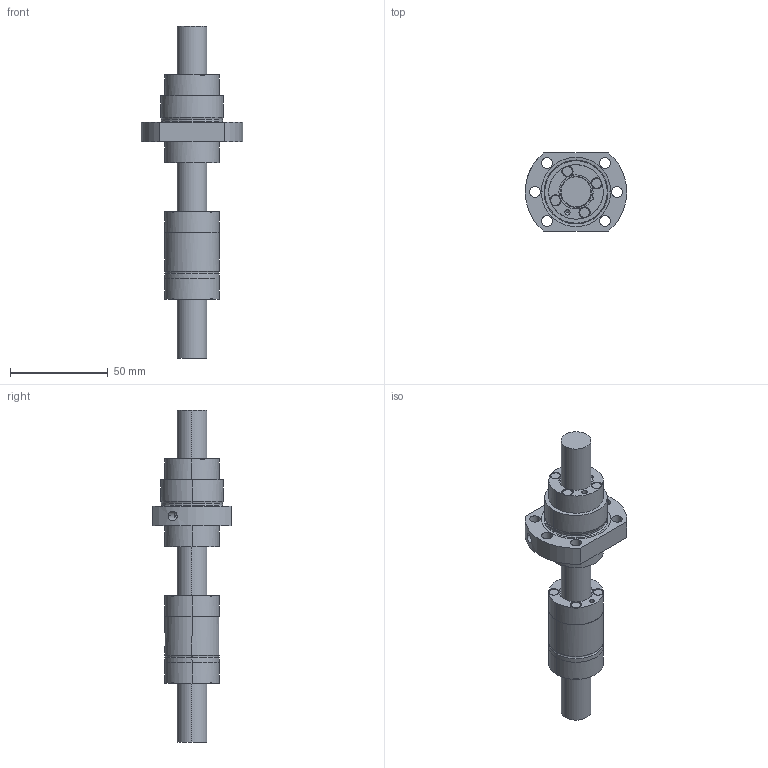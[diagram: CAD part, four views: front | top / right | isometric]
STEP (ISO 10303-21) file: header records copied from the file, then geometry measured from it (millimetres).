
FILE_DESCRIPTION(('Creo Elements/Direct Modeling STEP Export'),'2;1');
FILE_NAME('HSB-KGT-M-1610RH-2g.stp','2015-05-07T16:24:20',(''),(''),'Creo Elements/Direct Modeling STEP processor for AP214 (Solid Model)','Creo Elements/Direct Modeling 18.1F 24-Jul-2014 (C) Parametric Technology GmbH','');
FILE_SCHEMA(('AUTOMOTIVE_DESIGN { 1 0 10303 214 1 1 1 1 }'));
Length unit declared in the file: millimetre
Products named in the file (3): HSB-KGM-F-1610RH-2g_23330; HSB-KGM-M-1610RH-2g_21315; HSB-KGS-1205RH-1g-T7_23871
Bounding box: 51.83 x 40 x 170 mm (x, y, z)
Volume: 82573.7 mm3; surface area: 27119.1 mm2
Topology: 3 solids, 3 shells, 201 faces, 608 edges, 419 vertices
Faces by surface type: cylinder 96, plane 51, cone 50, torus 4
Entity records: 11271 total; most frequent: CARTESIAN_POINT 4688, ORIENTED_EDGE 1204, DIRECTION 894, EDGE_CURVE 602, VERTEX_POINT 419, AXIS2_PLACEMENT_3D 371, EDGE_LOOP 229, COLOUR_RGB 204
